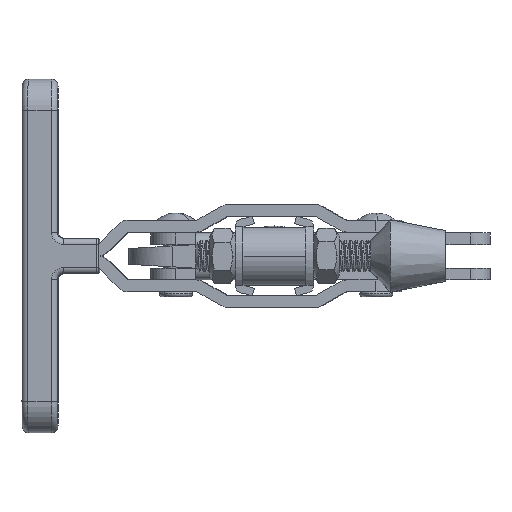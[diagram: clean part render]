
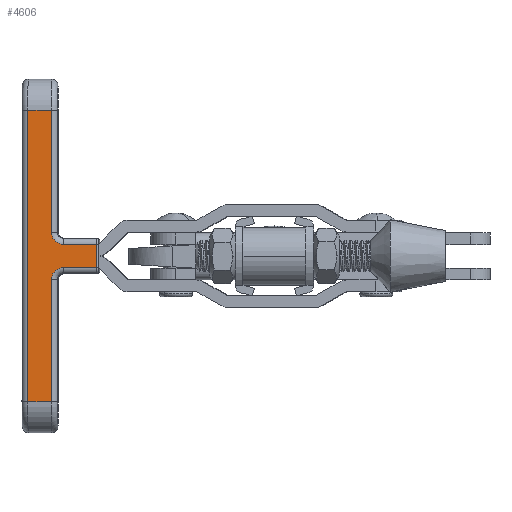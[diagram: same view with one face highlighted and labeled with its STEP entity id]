
A CAD part, left-side view. The second image highlights one B-rep face of the part: STEP entity #4606.
In plain terms, the highlighted face is planar.
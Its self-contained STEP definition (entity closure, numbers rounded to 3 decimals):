
#4584 = VERTEX_POINT ( 'NONE', #12714 ) ;
#4606 = ADVANCED_FACE ( 'NONE', ( #12682 ), #12681, .F. ) ;
#4609 = EDGE_LOOP ( 'NONE', ( #4610, #4614, #4617, #4637, #4639, #4642, #4664, #4666, #4667, #4670 ) ) ;
#4610 = ORIENTED_EDGE ( 'NONE', *, *, #4611, .T. ) ;
#4611 = EDGE_CURVE ( 'NONE', #4612, #4613, #12673, .T. ) ;
#4612 = VERTEX_POINT ( 'NONE', #12838 ) ;
#4613 = VERTEX_POINT ( 'NONE', #12837 ) ;
#4614 = ORIENTED_EDGE ( 'NONE', *, *, #4615, .T. ) ;
#4615 = EDGE_CURVE ( 'NONE', #4613, #4616, #12781, .T. ) ;
#4616 = VERTEX_POINT ( 'NONE', #12777 ) ;
#4617 = ORIENTED_EDGE ( 'NONE', *, *, #4618, .T. ) ;
#4618 = EDGE_CURVE ( 'NONE', #4616, #4623, #12776, .T. ) ;
#4623 = VERTEX_POINT ( 'NONE', #12828 ) ;
#4624 = VERTEX_POINT ( 'NONE', #12827 ) ;
#4637 = ORIENTED_EDGE ( 'NONE', *, *, #4638, .F. ) ;
#4638 = EDGE_CURVE ( 'NONE', #4624, #4623, #12661, .T. ) ;
#4639 = ORIENTED_EDGE ( 'NONE', *, *, #4640, .T. ) ;
#4640 = EDGE_CURVE ( 'NONE', #4624, #4641, #12653, .T. ) ;
#4641 = VERTEX_POINT ( 'NONE', #12649 ) ;
#4642 = ORIENTED_EDGE ( 'NONE', *, *, #4643, .F. ) ;
#4643 = EDGE_CURVE ( 'NONE', #4644, #4641, #12648, .T. ) ;
#4644 = VERTEX_POINT ( 'NONE', #12644 ) ;
#4662 = EDGE_CURVE ( 'NONE', #4663, #4584, #13012, .T. ) ;
#4663 = VERTEX_POINT ( 'NONE', #12862 ) ;
#4664 = ORIENTED_EDGE ( 'NONE', *, *, #4665, .T. ) ;
#4665 = EDGE_CURVE ( 'NONE', #4644, #4663, #12894, .T. ) ;
#4666 = ORIENTED_EDGE ( 'NONE', *, *, #4662, .T. ) ;
#4667 = ORIENTED_EDGE ( 'NONE', *, *, #4668, .T. ) ;
#4668 = EDGE_CURVE ( 'NONE', #4584, #4669, #12895, .T. ) ;
#4669 = VERTEX_POINT ( 'NONE', #13005 ) ;
#4670 = ORIENTED_EDGE ( 'NONE', *, *, #4671, .F. ) ;
#4671 = EDGE_CURVE ( 'NONE', #4612, #4669, #12922, .T. ) ;
#12644 = CARTESIAN_POINT ( 'NONE',  ( -3., 37.1, 14.3 ) ) ;
#12645 = DIRECTION ( 'NONE',  ( 1., 0., 0. ) ) ;
#12646 = VECTOR ( 'NONE', #12645, 1000. ) ;
#12647 = CARTESIAN_POINT ( 'NONE',  ( -4.5, 37.1, 14.3 ) ) ;
#12648 = LINE ( 'NONE', #12647, #12646 ) ;
#12649 = CARTESIAN_POINT ( 'NONE',  ( 3., 37.1, 14.3 ) ) ;
#12650 = DIRECTION ( 'NONE',  ( 0., 1., 0. ) ) ;
#12651 = VECTOR ( 'NONE', #12650, 1000. ) ;
#12652 = CARTESIAN_POINT ( 'NONE',  ( 3., -37.1, 14.3 ) ) ;
#12653 = LINE ( 'NONE', #12652, #12651 ) ;
#12654 = DIRECTION ( 'NONE',  ( -1., 0., 0. ) ) ;
#12655 = DIRECTION ( 'NONE',  ( 0., 0., 1. ) ) ;
#12656 = CARTESIAN_POINT ( 'NONE',  ( 6., 6., 14.3 ) ) ;
#12657 = AXIS2_PLACEMENT_3D ( 'NONE', #12656, #12655, #12654 ) ;
#12661 = CIRCLE ( 'NONE', #12657, 3. ) ;
#12673 = LINE ( 'NONE', #12841, #12840 ) ;
#12676 = DIRECTION ( 'NONE',  ( -1., 0., 0. ) ) ;
#12677 = DIRECTION ( 'NONE',  ( 0., 0., -1. ) ) ;
#12678 = AXIS2_PLACEMENT_3D ( 'NONE', #12680, #12677, #12676 ) ;
#12680 = CARTESIAN_POINT ( 'NONE',  ( -4.5, -37.1, 14.3 ) ) ;
#12681 = PLANE ( 'NONE',  #12678 ) ;
#12682 = FACE_OUTER_BOUND ( 'NONE', #4609, .T. ) ;
#12714 = CARTESIAN_POINT ( 'NONE',  ( 3., -37.1, 14.3 ) ) ;
#12773 = DIRECTION ( 'NONE',  ( -1., 0., 0. ) ) ;
#12774 = VECTOR ( 'NONE', #12773, 1000. ) ;
#12775 = CARTESIAN_POINT ( 'NONE',  ( 4.5, 3., 14.3 ) ) ;
#12776 = LINE ( 'NONE', #12775, #12774 ) ;
#12777 = CARTESIAN_POINT ( 'NONE',  ( 14.5, 3., 14.3 ) ) ;
#12778 = DIRECTION ( 'NONE',  ( 0., 1., 0. ) ) ;
#12779 = VECTOR ( 'NONE', #12778, 1000. ) ;
#12780 = CARTESIAN_POINT ( 'NONE',  ( 14.5, -37.1, 14.3 ) ) ;
#12781 = LINE ( 'NONE', #12780, #12779 ) ;
#12827 = CARTESIAN_POINT ( 'NONE',  ( 3., 6., 14.3 ) ) ;
#12828 = CARTESIAN_POINT ( 'NONE',  ( 6., 3., 14.3 ) ) ;
#12837 = CARTESIAN_POINT ( 'NONE',  ( 14.5, -3., 14.3 ) ) ;
#12838 = CARTESIAN_POINT ( 'NONE',  ( 6., -3., 14.3 ) ) ;
#12839 = DIRECTION ( 'NONE',  ( 1., 0., 0. ) ) ;
#12840 = VECTOR ( 'NONE', #12839, 1000. ) ;
#12841 = CARTESIAN_POINT ( 'NONE',  ( 15., -3., 14.3 ) ) ;
#12862 = CARTESIAN_POINT ( 'NONE',  ( -3., -37.1, 14.3 ) ) ;
#12863 = DIRECTION ( 'NONE',  ( 1., 0., 0. ) ) ;
#12864 = VECTOR ( 'NONE', #12863, 1000. ) ;
#12894 = LINE ( 'NONE', #13015, #13014 ) ;
#12895 = LINE ( 'NONE', #12967, #12966 ) ;
#12919 = DIRECTION ( 'NONE',  ( 0., 0., 1. ) ) ;
#12920 = CARTESIAN_POINT ( 'NONE',  ( 6., -6., 14.3 ) ) ;
#12921 = AXIS2_PLACEMENT_3D ( 'NONE', #12920, #12919, #12977 ) ;
#12922 = CIRCLE ( 'NONE', #12921, 3. ) ;
#12965 = DIRECTION ( 'NONE',  ( 0., 1., 0. ) ) ;
#12966 = VECTOR ( 'NONE', #12965, 1000. ) ;
#12967 = CARTESIAN_POINT ( 'NONE',  ( 3., -37.1, 14.3 ) ) ;
#12977 = DIRECTION ( 'NONE',  ( -1., 0., 0. ) ) ;
#13005 = CARTESIAN_POINT ( 'NONE',  ( 3., -6., 14.3 ) ) ;
#13011 = CARTESIAN_POINT ( 'NONE',  ( -4.5, -37.1, 14.3 ) ) ;
#13012 = LINE ( 'NONE', #13011, #12864 ) ;
#13013 = DIRECTION ( 'NONE',  ( 0., -1., 0. ) ) ;
#13014 = VECTOR ( 'NONE', #13013, 1000. ) ;
#13015 = CARTESIAN_POINT ( 'NONE',  ( -3., -37.1, 14.3 ) ) ;
